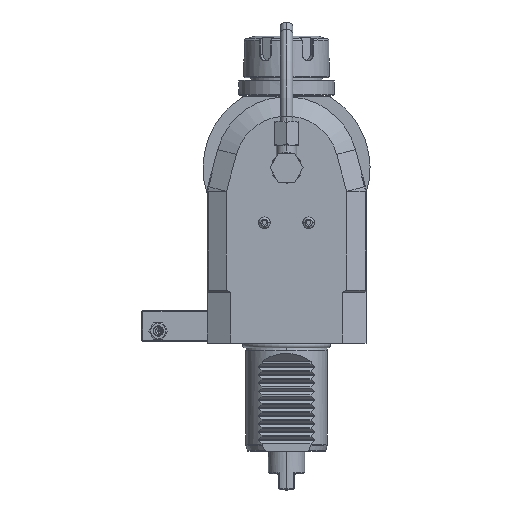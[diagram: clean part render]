
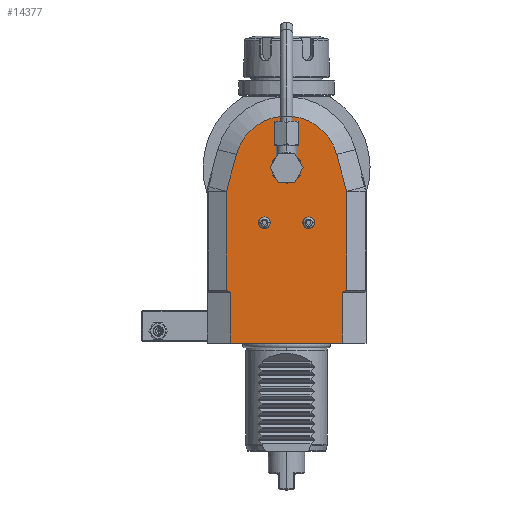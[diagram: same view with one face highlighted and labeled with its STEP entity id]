
A CAD part, top view. The second image highlights one B-rep face of the part: STEP entity #14377.
In plain terms, the highlighted planar face has unit normal (0, 0, 1).
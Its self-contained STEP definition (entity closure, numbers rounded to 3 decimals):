
#314=DIRECTION('',(-1.,0.,0.));
#315=VECTOR('',#314,55.);
#316=CARTESIAN_POINT('',(27.5,-86.,40.));
#317=LINE('',#316,#315);
#490=DIRECTION('',(0.,-1.,0.));
#491=VECTOR('',#490,25.);
#492=CARTESIAN_POINT('',(27.5,-61.,40.));
#493=LINE('',#492,#491);
#494=DIRECTION('',(0.,1.,0.));
#495=VECTOR('',#494,25.);
#496=CARTESIAN_POINT('',(-27.5,-86.,40.));
#497=LINE('',#496,#495);
#498=DIRECTION('',(0.894,-0.447,0.));
#499=VECTOR('',#498,2.236);
#500=CARTESIAN_POINT('',(-29.5,-60.,40.));
#501=LINE('',#500,#499);
#502=DIRECTION('',(0.,-1.,0.));
#503=VECTOR('',#502,48.363);
#504=CARTESIAN_POINT('',(-29.5,-11.637,40.));
#505=LINE('',#504,#503);
#506=CARTESIAN_POINT('',(-29.,-11.637,40.));
#507=DIRECTION('',(0.,0.,1.));
#508=DIRECTION('',(-0.966,0.259,0.));
#509=AXIS2_PLACEMENT_3D('',#506,#507,#508);
#511=DIRECTION('',(-0.259,-0.966,0.));
#512=VECTOR('',#511,18.746);
#513=CARTESIAN_POINT('',(-24.631,6.6,40.));
#514=LINE('',#513,#512);
#515=CARTESIAN_POINT('',(0.,0.,40.));
#516=DIRECTION('',(0.,0.,1.));
#517=DIRECTION('',(0.966,0.259,0.));
#518=AXIS2_PLACEMENT_3D('',#515,#516,#517);
#520=DIRECTION('',(-0.259,0.966,0.));
#521=VECTOR('',#520,18.746);
#522=CARTESIAN_POINT('',(29.483,-11.507,40.));
#523=LINE('',#522,#521);
#524=CARTESIAN_POINT('',(29.,-11.637,40.));
#525=DIRECTION('',(0.,0.,1.));
#526=DIRECTION('',(1.,0.,0.));
#527=AXIS2_PLACEMENT_3D('',#524,#525,#526);
#529=DIRECTION('',(0.,1.,0.));
#530=VECTOR('',#529,48.363);
#531=CARTESIAN_POINT('',(29.5,-60.,40.));
#532=LINE('',#531,#530);
#533=DIRECTION('',(0.894,0.447,0.));
#534=VECTOR('',#533,2.236);
#535=CARTESIAN_POINT('',(27.5,-61.,40.));
#536=LINE('',#535,#534);
#537=CARTESIAN_POINT('',(0.,0.,40.));
#538=DIRECTION('',(0.,0.,1.));
#539=DIRECTION('',(1.,0.,0.));
#540=AXIS2_PLACEMENT_3D('',#537,#538,#539);
#542=CARTESIAN_POINT('',(0.,0.,40.));
#543=DIRECTION('',(0.,0.,1.));
#544=DIRECTION('',(-1.,0.,0.));
#545=AXIS2_PLACEMENT_3D('',#542,#543,#544);
#547=CARTESIAN_POINT('',(10.864,-26.888,40.));
#548=DIRECTION('',(0.,0.,1.));
#549=DIRECTION('',(-1.,0.,0.));
#550=AXIS2_PLACEMENT_3D('',#547,#548,#549);
#552=CARTESIAN_POINT('',(10.864,-26.888,40.));
#553=DIRECTION('',(0.,0.,1.));
#554=DIRECTION('',(1.,0.,0.));
#555=AXIS2_PLACEMENT_3D('',#552,#553,#554);
#557=CARTESIAN_POINT('',(-10.864,-26.888,40.));
#558=DIRECTION('',(0.,0.,1.));
#559=DIRECTION('',(-1.,0.,0.));
#560=AXIS2_PLACEMENT_3D('',#557,#558,#559);
#562=CARTESIAN_POINT('',(-10.864,-26.888,40.));
#563=DIRECTION('',(0.,0.,1.));
#564=DIRECTION('',(1.,0.,0.));
#565=AXIS2_PLACEMENT_3D('',#562,#563,#564);
#12573=CARTESIAN_POINT('',(24.631,6.6,40.));
#12574=CARTESIAN_POINT('',(-24.631,6.6,40.));
#12575=VERTEX_POINT('',#12573);
#12576=VERTEX_POINT('',#12574);
#12581=CARTESIAN_POINT('',(-29.483,-11.507,40.));
#12582=VERTEX_POINT('',#12581);
#12583=CARTESIAN_POINT('',(29.483,-11.507,40.));
#12584=VERTEX_POINT('',#12583);
#12585=CARTESIAN_POINT('',(-29.5,-11.637,40.));
#12586=VERTEX_POINT('',#12585);
#12587=CARTESIAN_POINT('',(29.5,-11.637,40.));
#12588=VERTEX_POINT('',#12587);
#12606=CARTESIAN_POINT('',(29.5,-60.,40.));
#12608=VERTEX_POINT('',#12606);
#12615=CARTESIAN_POINT('',(-29.5,-60.,40.));
#12616=VERTEX_POINT('',#12615);
#12927=CARTESIAN_POINT('',(-13.714,-26.888,40.));
#12928=CARTESIAN_POINT('',(-8.014,-26.888,40.));
#12929=VERTEX_POINT('',#12927);
#12930=VERTEX_POINT('',#12928);
#12963=CARTESIAN_POINT('',(8.014,-26.888,40.));
#12964=CARTESIAN_POINT('',(13.714,-26.888,40.));
#12965=VERTEX_POINT('',#12963);
#12966=VERTEX_POINT('',#12964);
#13079=CARTESIAN_POINT('',(27.5,-61.,40.));
#13080=VERTEX_POINT('',#13079);
#13081=CARTESIAN_POINT('',(-27.5,-61.,40.));
#13082=VERTEX_POINT('',#13081);
#13593=CARTESIAN_POINT('',(6.5,0.,40.));
#13594=CARTESIAN_POINT('',(-6.5,0.,40.));
#13595=VERTEX_POINT('',#13593);
#13596=VERTEX_POINT('',#13594);
#13757=CARTESIAN_POINT('',(-27.5,-86.,40.));
#13759=VERTEX_POINT('',#13757);
#13762=CARTESIAN_POINT('',(27.5,-86.,40.));
#13764=VERTEX_POINT('',#13762);
#14330=CARTESIAN_POINT('',(0.,0.,40.));
#14331=DIRECTION('',(0.,0.,1.));
#14332=DIRECTION('',(1.,0.,0.));
#14333=AXIS2_PLACEMENT_3D('',#14330,#14331,#14332);
#14334=PLANE('',#14333);
#14336=ORIENTED_EDGE('',*,*,#14335,.T.);
#14337=ORIENTED_EDGE('',*,*,#14294,.T.);
#14338=ORIENTED_EDGE('',*,*,#14321,.T.);
#14340=ORIENTED_EDGE('',*,*,#14339,.F.);
#14342=ORIENTED_EDGE('',*,*,#14341,.F.);
#14344=ORIENTED_EDGE('',*,*,#14343,.F.);
#14346=ORIENTED_EDGE('',*,*,#14345,.F.);
#14348=ORIENTED_EDGE('',*,*,#14347,.F.);
#14350=ORIENTED_EDGE('',*,*,#14349,.F.);
#14352=ORIENTED_EDGE('',*,*,#14351,.F.);
#14354=ORIENTED_EDGE('',*,*,#14353,.F.);
#14356=ORIENTED_EDGE('',*,*,#14355,.F.);
#14357=EDGE_LOOP('',(#14336,#14337,#14338,#14340,#14342,#14344,#14346,#14348,
#14350,#14352,#14354,#14356));
#14358=FACE_OUTER_BOUND('',#14357,.F.);
#14360=ORIENTED_EDGE('',*,*,#14359,.T.);
#14362=ORIENTED_EDGE('',*,*,#14361,.T.);
#14363=EDGE_LOOP('',(#14360,#14362));
#14364=FACE_BOUND('',#14363,.F.);
#14366=ORIENTED_EDGE('',*,*,#14365,.T.);
#14368=ORIENTED_EDGE('',*,*,#14367,.T.);
#14369=EDGE_LOOP('',(#14366,#14368));
#14370=FACE_BOUND('',#14369,.F.);
#14372=ORIENTED_EDGE('',*,*,#14371,.T.);
#14374=ORIENTED_EDGE('',*,*,#14373,.T.);
#14375=EDGE_LOOP('',(#14372,#14374));
#14376=FACE_BOUND('',#14375,.F.);
#510=CIRCLE('',#509,0.5);
#519=CIRCLE('',#518,25.5);
#528=CIRCLE('',#527,0.5);
#541=CIRCLE('',#540,6.5);
#546=CIRCLE('',#545,6.5);
#551=CIRCLE('',#550,2.85);
#556=CIRCLE('',#555,2.85);
#561=CIRCLE('',#560,2.85);
#566=CIRCLE('',#565,2.85);
#14294=EDGE_CURVE('',#13764,#13759,#317,.T.);
#14321=EDGE_CURVE('',#13759,#13082,#497,.T.);
#14335=EDGE_CURVE('',#13080,#13764,#493,.T.);
#14339=EDGE_CURVE('',#12616,#13082,#501,.T.);
#14341=EDGE_CURVE('',#12586,#12616,#505,.T.);
#14343=EDGE_CURVE('',#12582,#12586,#510,.T.);
#14345=EDGE_CURVE('',#12576,#12582,#514,.T.);
#14347=EDGE_CURVE('',#12575,#12576,#519,.T.);
#14349=EDGE_CURVE('',#12584,#12575,#523,.T.);
#14351=EDGE_CURVE('',#12588,#12584,#528,.T.);
#14353=EDGE_CURVE('',#12608,#12588,#532,.T.);
#14355=EDGE_CURVE('',#13080,#12608,#536,.T.);
#14359=EDGE_CURVE('',#13595,#13596,#541,.T.);
#14361=EDGE_CURVE('',#13596,#13595,#546,.T.);
#14365=EDGE_CURVE('',#12965,#12966,#551,.T.);
#14367=EDGE_CURVE('',#12966,#12965,#556,.T.);
#14371=EDGE_CURVE('',#12929,#12930,#561,.T.);
#14373=EDGE_CURVE('',#12930,#12929,#566,.T.);
#14377=ADVANCED_FACE('',(#14358,#14364,#14370,#14376),#14334,.T.);
